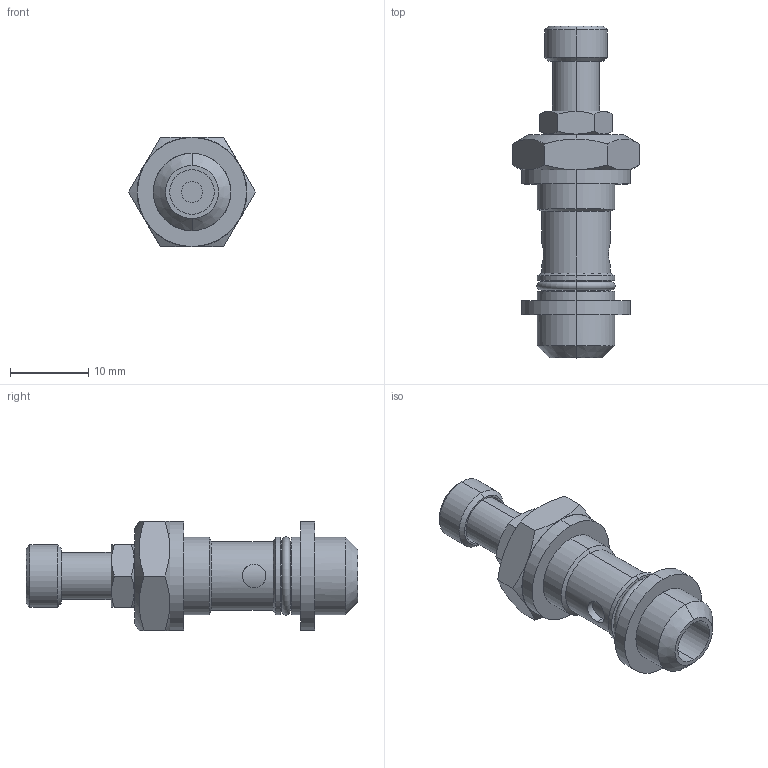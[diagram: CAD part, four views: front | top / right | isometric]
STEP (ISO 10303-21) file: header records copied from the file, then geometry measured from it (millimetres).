
FILE_DESCRIPTION (( 'STEP AP203' ), '1' );
FILE_NAME ('04060V01.STEP', '2010-04-27T06:33:17', ( '' ), ( 'sopra-pneumatic' ), 'SwSTEP 2.0', 'SolidWorks 2009', '' );
FILE_SCHEMA (( 'CONFIG_CONTROL_DESIGN' ));
Length unit declared in the file: millimetre
Products named in the file (1): 04060V01
Bounding box: 16.17 x 42.35 x 14 mm (x, y, z)
Volume: 3045.4 mm3; surface area: 2384.6 mm2
Topology: 2 solids, 3 shells, 120 faces, 272 edges, 162 vertices
Faces by surface type: cone 40, cylinder 40, plane 34, torus 6
Entity records: 3727 total; most frequent: CARTESIAN_POINT 993, DIRECTION 570, ORIENTED_EDGE 536, EDGE_CURVE 268, AXIS2_PLACEMENT_3D 231, VERTEX_POINT 162, EDGE_LOOP 136, FACE_OUTER_BOUND 120
